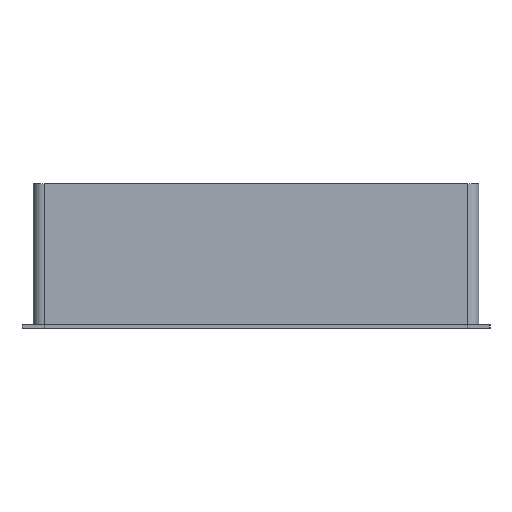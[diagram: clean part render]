
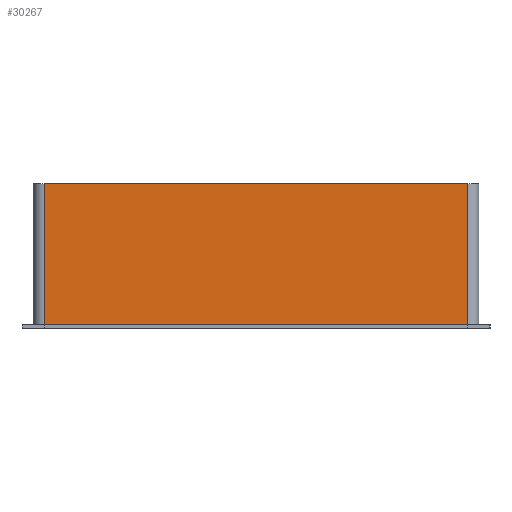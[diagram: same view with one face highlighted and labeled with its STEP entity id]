
A CAD part, left-side view. The second image highlights one B-rep face of the part: STEP entity #30267.
In plain terms, the highlighted planar face has unit normal (-1, 0, 0).
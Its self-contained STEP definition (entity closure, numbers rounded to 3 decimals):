
#29180 = PLANE('',#29181);
#29181 = AXIS2_PLACEMENT_3D('',#29182,#29183,#29184);
#29182 = CARTESIAN_POINT('',(0.,0.,39.));
#29183 = DIRECTION('',(-0.,-0.,-1.));
#29184 = DIRECTION('',(-1.,0.,0.));
#29365 = EDGE_CURVE('',#29366,#29368,#29370,.T.);
#29366 = VERTEX_POINT('',#29367);
#29367 = CARTESIAN_POINT('',(-60.,-57.,39.));
#29368 = VERTEX_POINT('',#29369);
#29369 = CARTESIAN_POINT('',(-60.,57.,39.));
#29370 = SURFACE_CURVE('',#29371,(#29375,#29382),.PCURVE_S1.);
#29371 = LINE('',#29372,#29373);
#29372 = CARTESIAN_POINT('',(-60.,-57.,39.));
#29373 = VECTOR('',#29374,1.);
#29374 = DIRECTION('',(0.,1.,0.));
#29375 = PCURVE('',#29180,#29376);
#29376 = DEFINITIONAL_REPRESENTATION('',(#29377),#29381);
#29377 = LINE('',#29378,#29379);
#29378 = CARTESIAN_POINT('',(60.,-57.));
#29379 = VECTOR('',#29380,1.);
#29380 = DIRECTION('',(0.,1.));
#29381 = ( GEOMETRIC_REPRESENTATION_CONTEXT(2) 
PARAMETRIC_REPRESENTATION_CONTEXT() REPRESENTATION_CONTEXT('2D SPACE',''
  ) );
#29382 = PCURVE('',#29383,#29388);
#29383 = PLANE('',#29384);
#29384 = AXIS2_PLACEMENT_3D('',#29385,#29386,#29387);
#29385 = CARTESIAN_POINT('',(-60.,-57.,0.));
#29386 = DIRECTION('',(-1.,0.,0.));
#29387 = DIRECTION('',(0.,1.,0.));
#29388 = DEFINITIONAL_REPRESENTATION('',(#29389),#29393);
#29389 = LINE('',#29390,#29391);
#29390 = CARTESIAN_POINT('',(0.,-39.));
#29391 = VECTOR('',#29392,1.);
#29392 = DIRECTION('',(1.,0.));
#29393 = ( GEOMETRIC_REPRESENTATION_CONTEXT(2) 
PARAMETRIC_REPRESENTATION_CONTEXT() REPRESENTATION_CONTEXT('2D SPACE',''
  ) );
#29416 = CYLINDRICAL_SURFACE('',#29417,3.);
#29417 = AXIS2_PLACEMENT_3D('',#29418,#29419,#29420);
#29418 = CARTESIAN_POINT('',(-57.,57.,0.));
#29419 = DIRECTION('',(-0.,-0.,-1.));
#29420 = DIRECTION('',(1.,0.,0.));
#29597 = CYLINDRICAL_SURFACE('',#29598,3.);
#29598 = AXIS2_PLACEMENT_3D('',#29599,#29600,#29601);
#29599 = CARTESIAN_POINT('',(-57.,-57.,0.));
#29600 = DIRECTION('',(-0.,-0.,-1.));
#29601 = DIRECTION('',(1.,0.,0.));
#30267 = ADVANCED_FACE('',(#30268),#29383,.T.);
#30268 = FACE_BOUND('',#30269,.T.);
#30269 = EDGE_LOOP('',(#30270,#30300,#30321,#30322));
#30270 = ORIENTED_EDGE('',*,*,#30271,.F.);
#30271 = EDGE_CURVE('',#30272,#30274,#30276,.T.);
#30272 = VERTEX_POINT('',#30273);
#30273 = CARTESIAN_POINT('',(-60.,-57.,1.));
#30274 = VERTEX_POINT('',#30275);
#30275 = CARTESIAN_POINT('',(-60.,57.,1.));
#30276 = SURFACE_CURVE('',#30277,(#30281,#30288),.PCURVE_S1.);
#30277 = LINE('',#30278,#30279);
#30278 = CARTESIAN_POINT('',(-60.,-63.,1.));
#30279 = VECTOR('',#30280,1.);
#30280 = DIRECTION('',(0.,1.,0.));
#30281 = PCURVE('',#29383,#30282);
#30282 = DEFINITIONAL_REPRESENTATION('',(#30283),#30287);
#30283 = LINE('',#30284,#30285);
#30284 = CARTESIAN_POINT('',(-6.,-1.));
#30285 = VECTOR('',#30286,1.);
#30286 = DIRECTION('',(1.,0.));
#30287 = ( GEOMETRIC_REPRESENTATION_CONTEXT(2) 
PARAMETRIC_REPRESENTATION_CONTEXT() REPRESENTATION_CONTEXT('2D SPACE',''
  ) );
#30288 = PCURVE('',#30289,#30294);
#30289 = PLANE('',#30290);
#30290 = AXIS2_PLACEMENT_3D('',#30291,#30292,#30293);
#30291 = CARTESIAN_POINT('',(-60.,-57.,0.));
#30292 = DIRECTION('',(-1.,0.,0.));
#30293 = DIRECTION('',(0.,1.,0.));
#30294 = DEFINITIONAL_REPRESENTATION('',(#30295),#30299);
#30295 = LINE('',#30296,#30297);
#30296 = CARTESIAN_POINT('',(-6.,-1.));
#30297 = VECTOR('',#30298,1.);
#30298 = DIRECTION('',(1.,0.));
#30299 = ( GEOMETRIC_REPRESENTATION_CONTEXT(2) 
PARAMETRIC_REPRESENTATION_CONTEXT() REPRESENTATION_CONTEXT('2D SPACE',''
  ) );
#30300 = ORIENTED_EDGE('',*,*,#30301,.T.);
#30301 = EDGE_CURVE('',#30272,#29366,#30302,.T.);
#30302 = SURFACE_CURVE('',#30303,(#30307,#30314),.PCURVE_S1.);
#30303 = LINE('',#30304,#30305);
#30304 = CARTESIAN_POINT('',(-60.,-57.,0.));
#30305 = VECTOR('',#30306,1.);
#30306 = DIRECTION('',(0.,0.,1.));
#30307 = PCURVE('',#29383,#30308);
#30308 = DEFINITIONAL_REPRESENTATION('',(#30309),#30313);
#30309 = LINE('',#30310,#30311);
#30310 = CARTESIAN_POINT('',(0.,0.));
#30311 = VECTOR('',#30312,1.);
#30312 = DIRECTION('',(0.,-1.));
#30313 = ( GEOMETRIC_REPRESENTATION_CONTEXT(2) 
PARAMETRIC_REPRESENTATION_CONTEXT() REPRESENTATION_CONTEXT('2D SPACE',''
  ) );
#30314 = PCURVE('',#29597,#30315);
#30315 = DEFINITIONAL_REPRESENTATION('',(#30316),#30320);
#30316 = LINE('',#30317,#30318);
#30317 = CARTESIAN_POINT('',(-3.142,0.));
#30318 = VECTOR('',#30319,1.);
#30319 = DIRECTION('',(-0.,-1.));
#30320 = ( GEOMETRIC_REPRESENTATION_CONTEXT(2) 
PARAMETRIC_REPRESENTATION_CONTEXT() REPRESENTATION_CONTEXT('2D SPACE',''
  ) );
#30321 = ORIENTED_EDGE('',*,*,#29365,.T.);
#30322 = ORIENTED_EDGE('',*,*,#30323,.F.);
#30323 = EDGE_CURVE('',#30274,#29368,#30324,.T.);
#30324 = SURFACE_CURVE('',#30325,(#30329,#30336),.PCURVE_S1.);
#30325 = LINE('',#30326,#30327);
#30326 = CARTESIAN_POINT('',(-60.,57.,0.));
#30327 = VECTOR('',#30328,1.);
#30328 = DIRECTION('',(0.,0.,1.));
#30329 = PCURVE('',#29383,#30330);
#30330 = DEFINITIONAL_REPRESENTATION('',(#30331),#30335);
#30331 = LINE('',#30332,#30333);
#30332 = CARTESIAN_POINT('',(114.,0.));
#30333 = VECTOR('',#30334,1.);
#30334 = DIRECTION('',(0.,-1.));
#30335 = ( GEOMETRIC_REPRESENTATION_CONTEXT(2) 
PARAMETRIC_REPRESENTATION_CONTEXT() REPRESENTATION_CONTEXT('2D SPACE',''
  ) );
#30336 = PCURVE('',#29416,#30337);
#30337 = DEFINITIONAL_REPRESENTATION('',(#30338),#30342);
#30338 = LINE('',#30339,#30340);
#30339 = CARTESIAN_POINT('',(-3.142,0.));
#30340 = VECTOR('',#30341,1.);
#30341 = DIRECTION('',(-0.,-1.));
#30342 = ( GEOMETRIC_REPRESENTATION_CONTEXT(2) 
PARAMETRIC_REPRESENTATION_CONTEXT() REPRESENTATION_CONTEXT('2D SPACE',''
  ) );
